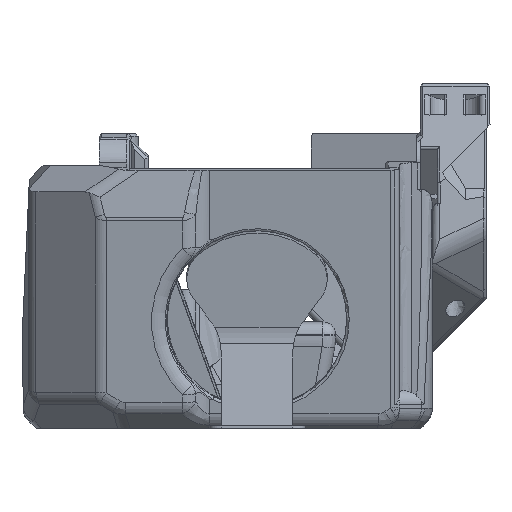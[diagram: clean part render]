
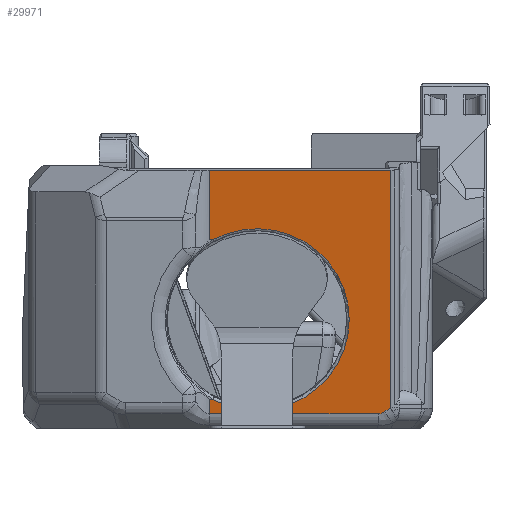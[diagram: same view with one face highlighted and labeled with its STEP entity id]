
A CAD part, left-side view. The second image highlights one B-rep face of the part: STEP entity #29971.
In plain terms, the highlighted planar face has unit normal (-0.985, 0, -0.174).
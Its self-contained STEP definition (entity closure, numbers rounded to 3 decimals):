
#1178=CIRCLE('',#32258,14.4);
#1803=ELLIPSE('',#32259,3.203,2.);
#2748=LINE('',#48949,#5303);
#2767=LINE('',#49010,#5322);
#3103=LINE('',#51029,#5658);
#3104=LINE('',#51031,#5659);
#3105=LINE('',#51035,#5660);
#3106=LINE('',#51037,#5661);
#5303=VECTOR('',#36329,1000.);
#5322=VECTOR('',#36366,1000.);
#5658=VECTOR('',#37182,1000.);
#5659=VECTOR('',#37183,1000.);
#5660=VECTOR('',#37186,1000.);
#5661=VECTOR('',#37187,1000.);
#7437=PLANE('',#32257);
#11718=ORIENTED_EDGE('',*,*,#19184,.F.);
#11719=ORIENTED_EDGE('',*,*,#19323,.T.);
#11720=ORIENTED_EDGE('',*,*,#19324,.T.);
#11721=ORIENTED_EDGE('',*,*,#19325,.F.);
#11722=ORIENTED_EDGE('',*,*,#19326,.T.);
#11723=ORIENTED_EDGE('',*,*,#19327,.T.);
#11724=ORIENTED_EDGE('',*,*,#19328,.F.);
#11725=ORIENTED_EDGE('',*,*,#19329,.T.);
#11726=ORIENTED_EDGE('',*,*,#18768,.F.);
#11727=ORIENTED_EDGE('',*,*,#18793,.F.);
#18768=EDGE_CURVE('',#22832,#22833,#2748,.T.);
#18793=EDGE_CURVE('',#22850,#22832,#2767,.T.);
#19184=EDGE_CURVE('',#23129,#22850,#25081,.F.);
#19323=EDGE_CURVE('',#23129,#23229,#1178,.T.);
#19324=EDGE_CURVE('',#23229,#23230,#25101,.T.);
#19325=EDGE_CURVE('',#23231,#23230,#3103,.T.);
#19326=EDGE_CURVE('',#23231,#23232,#3104,.T.);
#19327=EDGE_CURVE('',#23232,#23233,#1803,.T.);
#19328=EDGE_CURVE('',#23234,#23233,#3105,.T.);
#19329=EDGE_CURVE('',#23234,#22833,#3106,.T.);
#22832=VERTEX_POINT('',#48948);
#22833=VERTEX_POINT('',#48950);
#22850=VERTEX_POINT('',#49009);
#23129=VERTEX_POINT('',#50678);
#23229=VERTEX_POINT('',#51023);
#23230=VERTEX_POINT('',#51028);
#23231=VERTEX_POINT('',#51030);
#23232=VERTEX_POINT('',#51032);
#23233=VERTEX_POINT('',#51034);
#23234=VERTEX_POINT('',#51036);
#25081=B_SPLINE_CURVE_WITH_KNOTS('',3,(#50679,#50680,#50681,#50682),
 .UNSPECIFIED.,.F.,.F.,(4,4),(0.,0.382),.UNSPECIFIED.);
#25101=B_SPLINE_CURVE_WITH_KNOTS('',3,(#51024,#51025,#51026,#51027),
 .UNSPECIFIED.,.F.,.F.,(4,4),(0.618,1.),.UNSPECIFIED.);
#26232=EDGE_LOOP('',(#11718,#11719,#11720,#11721,#11722,#11723,#11724,#11725,
#11726,#11727));
#28096=FACE_BOUND('',#26232,.T.);
#29971=ADVANCED_FACE('',(#28096),#7437,.F.);
#32257=AXIS2_PLACEMENT_3D('',#51021,#37178,#37179);
#32258=AXIS2_PLACEMENT_3D('',#51022,#37180,#37181);
#32259=AXIS2_PLACEMENT_3D('',#51033,#37184,#37185);
#36329=DIRECTION('',(0.,-1.,0.));
#36366=DIRECTION('',(-0.174,0.,0.985));
#37178=DIRECTION('',(0.985,0.,0.174));
#37179=DIRECTION('',(-0.174,0.,0.985));
#37180=DIRECTION('',(0.985,0.,0.174));
#37181=DIRECTION('',(0.174,0.,-0.985));
#37182=DIRECTION('',(-0.174,0.,0.985));
#37183=DIRECTION('',(0.,-1.,0.));
#37184=DIRECTION('',(-0.985,0.,-0.174));
#37185=DIRECTION('',(-0.165,-0.304,0.938));
#37186=DIRECTION('',(0.097,0.829,-0.551));
#37187=DIRECTION('',(-0.174,0.,0.985));
#48948=CARTESIAN_POINT('',(-34.572,12.27,40.304));
#48949=CARTESIAN_POINT('',(-34.572,24.853,40.304));
#48950=CARTESIAN_POINT('',(-34.572,-16.002,40.304));
#49009=CARTESIAN_POINT('',(-32.66,12.27,29.463));
#49010=CARTESIAN_POINT('',(-31.185,12.27,21.099));
#50678=CARTESIAN_POINT('',(-32.651,11.767,29.413));
#50679=CARTESIAN_POINT('',(-32.66,12.27,29.463));
#50680=CARTESIAN_POINT('',(-32.657,12.102,29.442));
#50681=CARTESIAN_POINT('',(-32.654,11.935,29.425));
#50682=CARTESIAN_POINT('',(-32.651,11.767,29.413));
#51021=CARTESIAN_POINT('',(-31.185,24.853,21.099));
#51022=CARTESIAN_POINT('',(-30.458,4.853,16.973));
#51023=CARTESIAN_POINT('',(-28.264,11.767,4.533));
#51024=CARTESIAN_POINT('',(-28.264,11.767,4.533));
#51025=CARTESIAN_POINT('',(-28.262,11.935,4.52));
#51026=CARTESIAN_POINT('',(-28.259,12.102,4.503));
#51027=CARTESIAN_POINT('',(-28.255,12.27,4.482));
#51028=CARTESIAN_POINT('',(-28.255,12.27,4.482));
#51029=CARTESIAN_POINT('',(-31.185,12.27,21.099));
#51030=CARTESIAN_POINT('',(-27.864,12.27,2.262));
#51031=CARTESIAN_POINT('',(-27.864,-14.655,2.262));
#51032=CARTESIAN_POINT('',(-27.864,-14.07,2.262));
#51033=CARTESIAN_POINT('',(-28.404,-14.652,5.326));
#51034=CARTESIAN_POINT('',(-27.923,-15.07,2.597));
#51035=CARTESIAN_POINT('',(-27.821,-14.199,2.018));
#51036=CARTESIAN_POINT('',(-28.032,-16.002,3.216));
#51037=CARTESIAN_POINT('',(-7.663,-16.002,-112.301));
